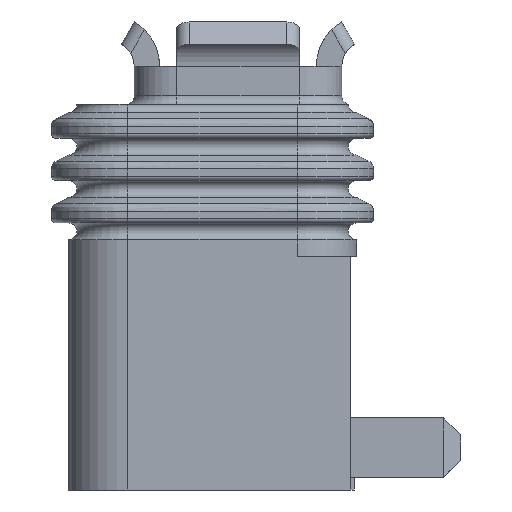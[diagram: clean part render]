
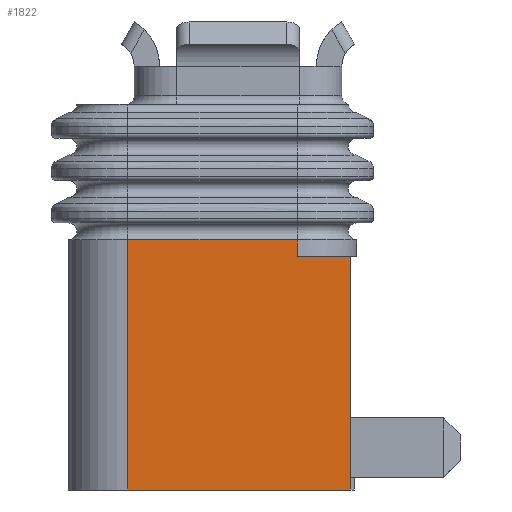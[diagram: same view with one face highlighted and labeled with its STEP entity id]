
A CAD part, left-side view. The second image highlights one B-rep face of the part: STEP entity #1822.
In plain terms, the highlighted planar face has unit normal (-1, 0, 0).
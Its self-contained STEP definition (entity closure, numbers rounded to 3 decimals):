
#1822=ADVANCED_FACE('',(#5604),#5606,.T.);
#5604=FACE_BOUND('',#5605,.T.);
#5605=EDGE_LOOP('',(#7823,#7824,#7825,#7826,#7827,#7828));
#5606=PLANE('',#5607);
#5607=AXIS2_PLACEMENT_3D('',#5608,#5609,#5610);
#5608=CARTESIAN_POINT('',(-3.95,1.353,-1.559));
#5609=DIRECTION('',(-1.,0.,0.));
#5610=DIRECTION('',(0.,-1.,0.));
#7823=ORIENTED_EDGE('',*,*,#9249,.F.);
#7824=ORIENTED_EDGE('',*,*,#9250,.F.);
#7825=ORIENTED_EDGE('',*,*,#9231,.F.);
#7826=ORIENTED_EDGE('',*,*,#9248,.T.);
#7827=ORIENTED_EDGE('',*,*,#9251,.F.);
#7828=ORIENTED_EDGE('',*,*,#9252,.F.);
#9231=EDGE_CURVE('',#10438,#10440,#10441,.T.);
#9248=EDGE_CURVE('',#10438,#10464,#10466,.T.);
#9249=EDGE_CURVE('',#10467,#10468,#10469,.T.);
#9250=EDGE_CURVE('',#10440,#10467,#10470,.T.);
#9251=EDGE_CURVE('',#10471,#10464,#10472,.T.);
#9252=EDGE_CURVE('',#10468,#10471,#10473,.T.);
#10438=VERTEX_POINT('',#13555);
#10440=VERTEX_POINT('',#13560);
#10441=LINE('',#13561,#13562);
#10464=VERTEX_POINT('',#13627);
#10466=LINE('',#13632,#13633);
#10467=VERTEX_POINT('',#13635);
#10468=VERTEX_POINT('',#13636);
#10469=LINE('',#13637,#13638);
#10470=LINE('',#13640,#13641);
#10471=VERTEX_POINT('',#13643);
#10472=LINE('',#13644,#13645);
#10473=LINE('',#13647,#13648);
#13555=CARTESIAN_POINT('',(-3.95,1.3,1.45));
#13560=CARTESIAN_POINT('',(-3.95,-0.7,1.45));
#13561=CARTESIAN_POINT('',(-3.95,1.3,1.45));
#13562=VECTOR('',#13563,1.);
#13563=DIRECTION('',(0.,-1.,0.));
#13627=CARTESIAN_POINT('',(-3.95,1.3,-1.5));
#13632=CARTESIAN_POINT('',(-3.95,1.3,1.45));
#13633=VECTOR('',#13634,1.);
#13634=DIRECTION('',(0.,0.,-1.));
#13635=CARTESIAN_POINT('',(-3.95,-0.7,1.25));
#13636=CARTESIAN_POINT('',(-3.95,-1.325,1.25));
#13637=CARTESIAN_POINT('',(-3.95,-0.7,1.25));
#13638=VECTOR('',#13639,1.);
#13639=DIRECTION('',(0.,-1.,0.));
#13640=CARTESIAN_POINT('',(-3.95,-0.7,1.45));
#13641=VECTOR('',#13642,1.);
#13642=DIRECTION('',(0.,0.,-1.));
#13643=CARTESIAN_POINT('',(-3.95,-1.325,-1.5));
#13644=CARTESIAN_POINT('',(-3.95,-1.325,-1.5));
#13645=VECTOR('',#13646,1.);
#13646=DIRECTION('',(0.,1.,0.));
#13647=CARTESIAN_POINT('',(-3.95,-1.325,1.25));
#13648=VECTOR('',#13649,1.);
#13649=DIRECTION('',(0.,0.,-1.));
